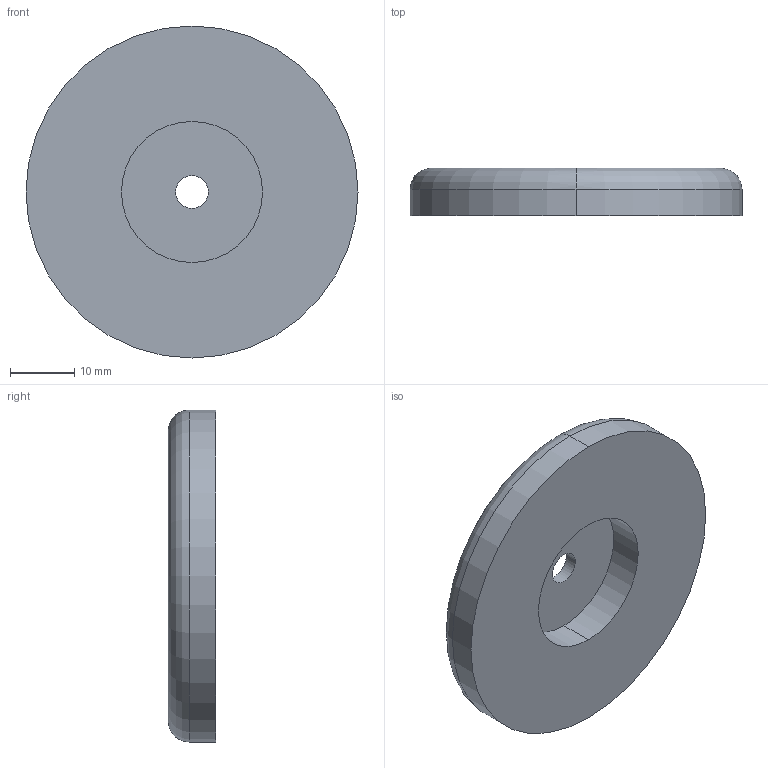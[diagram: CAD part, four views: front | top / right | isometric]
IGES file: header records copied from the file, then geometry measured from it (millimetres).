
Start section:  PTC IGES file: 160556.igs
Global section: file name: 160556.igs; native system: Pro/ENGINEER by Parametric Technology Corporation; preprocessor: 2009141; author: banengservice; organization: Unknown; date: 20111004.121722; units: inch
Bounding box: 51.8 x 7.4 x 51.8 mm (x, y, z)
Volume: 13132.1 mm3; surface area: 5548.3 mm2
Topology: 1 solids, 1 shells, 11 faces, 22 edges, 14 vertices
Faces by surface type: revolution 8, bspline 3
